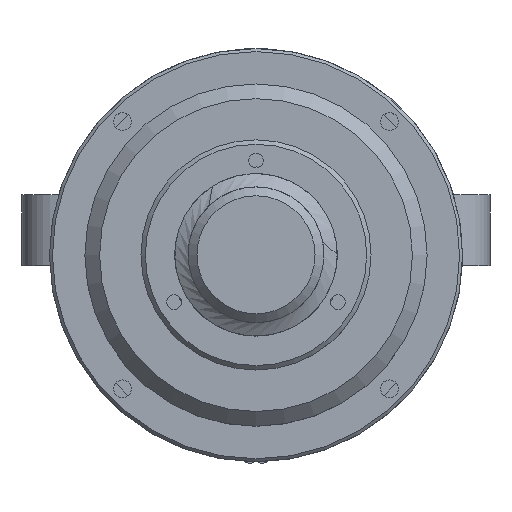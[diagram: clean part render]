
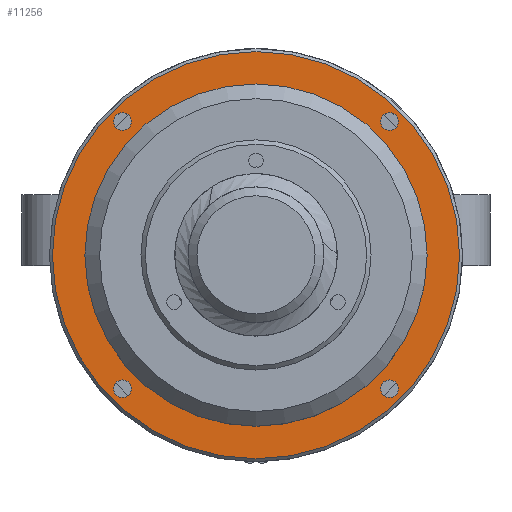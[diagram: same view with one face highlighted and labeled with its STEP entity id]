
A CAD part, top view. The second image highlights one B-rep face of the part: STEP entity #11256.
In plain terms, the highlighted planar face has unit normal (0, 0, 1).
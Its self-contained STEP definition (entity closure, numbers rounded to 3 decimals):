
#362=FACE_BOUND('',#3892,.T.);
#363=FACE_BOUND('',#3893,.T.);
#364=FACE_BOUND('',#3894,.T.);
#365=FACE_BOUND('',#3895,.T.);
#366=FACE_BOUND('',#3896,.T.);
#2850=PLANE('',#12116);
#3232=FACE_OUTER_BOUND('',#3891,.T.);
#3891=EDGE_LOOP('',(#8107));
#3892=EDGE_LOOP('',(#8108));
#3893=EDGE_LOOP('',(#8109));
#3894=EDGE_LOOP('',(#8110));
#3895=EDGE_LOOP('',(#8111));
#3896=EDGE_LOOP('',(#8112));
#4633=CIRCLE('',#12107,58.);
#4639=CIRCLE('',#12117,69.);
#4640=CIRCLE('',#12118,3.);
#4641=CIRCLE('',#12119,3.);
#4642=CIRCLE('',#12120,3.);
#4643=CIRCLE('',#12121,3.);
#5242=VERTEX_POINT('',#17127);
#5248=VERTEX_POINT('',#17150);
#5249=VERTEX_POINT('',#17152);
#5250=VERTEX_POINT('',#17154);
#5251=VERTEX_POINT('',#17156);
#5252=VERTEX_POINT('',#17158);
#6356=EDGE_CURVE('',#5242,#5242,#4633,.T.);
#6369=EDGE_CURVE('',#5248,#5248,#4639,.F.);
#6370=EDGE_CURVE('',#5249,#5249,#4640,.T.);
#6371=EDGE_CURVE('',#5250,#5250,#4641,.T.);
#6372=EDGE_CURVE('',#5251,#5251,#4642,.T.);
#6373=EDGE_CURVE('',#5252,#5252,#4643,.T.);
#8107=ORIENTED_EDGE('',*,*,#6369,.T.);
#8108=ORIENTED_EDGE('',*,*,#6356,.F.);
#8109=ORIENTED_EDGE('',*,*,#6370,.F.);
#8110=ORIENTED_EDGE('',*,*,#6371,.F.);
#8111=ORIENTED_EDGE('',*,*,#6372,.F.);
#8112=ORIENTED_EDGE('',*,*,#6373,.F.);
#11256=ADVANCED_FACE('',(#3232,#362,#363,#364,#365,#366),#2850,.F.);
#12107=AXIS2_PLACEMENT_3D('',#17128,#13512,#13513);
#12116=AXIS2_PLACEMENT_3D('',#17149,#13537,#13538);
#12117=AXIS2_PLACEMENT_3D('',#17151,#13539,#13540);
#12118=AXIS2_PLACEMENT_3D('',#17153,#13541,#13542);
#12119=AXIS2_PLACEMENT_3D('',#17155,#13543,#13544);
#12120=AXIS2_PLACEMENT_3D('',#17157,#13545,#13546);
#12121=AXIS2_PLACEMENT_3D('',#17159,#13547,#13548);
#13512=DIRECTION('center_axis',(0.,0.,1.));
#13513=DIRECTION('ref_axis',(1.,0.,0.));
#13537=DIRECTION('center_axis',(0.,0.,-1.));
#13538=DIRECTION('ref_axis',(-1.,0.,0.));
#13539=DIRECTION('center_axis',(0.,0.,-1.));
#13540=DIRECTION('ref_axis',(-1.,0.,0.));
#13541=DIRECTION('center_axis',(0.,0.,1.));
#13542=DIRECTION('ref_axis',(0.,1.,0.));
#13543=DIRECTION('center_axis',(0.,0.,1.));
#13544=DIRECTION('ref_axis',(-1.,0.,0.));
#13545=DIRECTION('center_axis',(0.,0.,1.));
#13546=DIRECTION('ref_axis',(0.,-1.,0.));
#13547=DIRECTION('center_axis',(0.,0.,1.));
#13548=DIRECTION('ref_axis',(1.,0.,0.));
#17127=CARTESIAN_POINT('',(58.,0.,0.));
#17128=CARTESIAN_POINT('Origin',(0.,0.,0.));
#17149=CARTESIAN_POINT('Origin',(0.,0.,0.));
#17150=CARTESIAN_POINT('',(69.,0.,0.));
#17151=CARTESIAN_POINT('Origin',(0.,0.,0.));
#17152=CARTESIAN_POINT('',(-48.255,45.255,0.));
#17153=CARTESIAN_POINT('Origin',(-45.255,45.255,0.));
#17154=CARTESIAN_POINT('',(-48.255,-45.255,0.));
#17155=CARTESIAN_POINT('Origin',(-45.255,-45.255,0.));
#17156=CARTESIAN_POINT('',(42.255,-45.255,0.));
#17157=CARTESIAN_POINT('Origin',(45.255,-45.255,0.));
#17158=CARTESIAN_POINT('',(42.255,45.255,0.));
#17159=CARTESIAN_POINT('Origin',(45.255,45.255,0.));
